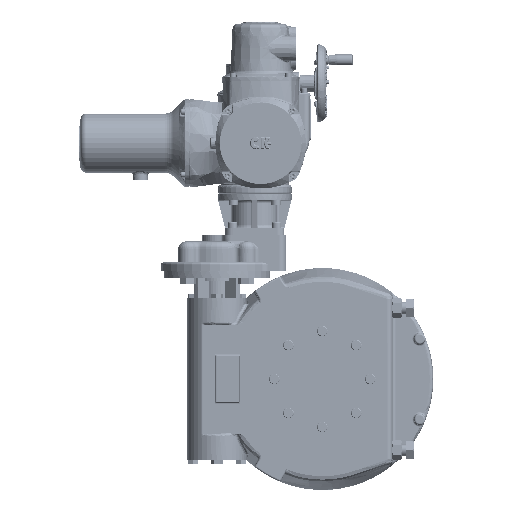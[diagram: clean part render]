
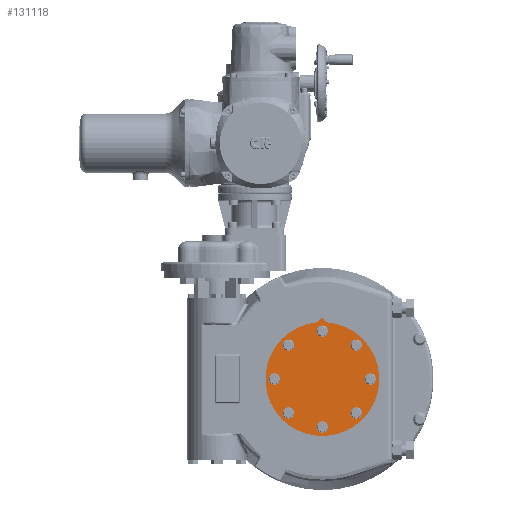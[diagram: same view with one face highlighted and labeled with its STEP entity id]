
A CAD part, left-side view. The second image highlights one B-rep face of the part: STEP entity #131118.
In plain terms, the highlighted planar face has unit normal (-1, 0, 0).
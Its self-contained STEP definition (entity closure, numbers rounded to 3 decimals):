
#9395=LINE('',#185586,#15056);
#9397=LINE('',#185589,#15058);
#15056=VECTOR('',#147848,1000.);
#15058=VECTOR('',#147852,1000.);
#24974=ORIENTED_EDGE('',*,*,#49673,.F.);
#24975=ORIENTED_EDGE('',*,*,#49674,.F.);
#24976=ORIENTED_EDGE('',*,*,#49675,.F.);
#24977=ORIENTED_EDGE('',*,*,#49676,.F.);
#24978=ORIENTED_EDGE('',*,*,#49677,.F.);
#24979=ORIENTED_EDGE('',*,*,#49678,.F.);
#24980=ORIENTED_EDGE('',*,*,#49679,.F.);
#24981=ORIENTED_EDGE('',*,*,#49680,.F.);
#24982=ORIENTED_EDGE('',*,*,#49666,.T.);
#24983=ORIENTED_EDGE('',*,*,#49670,.T.);
#24984=ORIENTED_EDGE('',*,*,#49672,.T.);
#49666=EDGE_CURVE('',#62355,#62354,#70240,.T.);
#49670=EDGE_CURVE('',#62354,#62357,#9395,.T.);
#49672=EDGE_CURVE('',#62357,#62355,#9397,.T.);
#49673=EDGE_CURVE('',#62358,#62358,#70241,.T.);
#49674=EDGE_CURVE('',#62359,#62359,#70242,.T.);
#49675=EDGE_CURVE('',#62360,#62360,#70243,.T.);
#49676=EDGE_CURVE('',#62361,#62361,#70244,.T.);
#49677=EDGE_CURVE('',#62362,#62362,#70245,.T.);
#49678=EDGE_CURVE('',#62363,#62363,#70246,.T.);
#49679=EDGE_CURVE('',#62364,#62364,#70247,.T.);
#49680=EDGE_CURVE('',#62365,#62365,#70248,.T.);
#62354=VERTEX_POINT('',#185577);
#62355=VERTEX_POINT('',#185579);
#62357=VERTEX_POINT('',#185585);
#62358=VERTEX_POINT('',#185592);
#62359=VERTEX_POINT('',#185594);
#62360=VERTEX_POINT('',#185596);
#62361=VERTEX_POINT('',#185598);
#62362=VERTEX_POINT('',#185600);
#62363=VERTEX_POINT('',#185602);
#62364=VERTEX_POINT('',#185604);
#62365=VERTEX_POINT('',#185606);
#70240=CIRCLE('',#137545,96.25);
#70241=CIRCLE('',#137549,9.5);
#70242=CIRCLE('',#137550,9.5);
#70243=CIRCLE('',#137551,9.5);
#70244=CIRCLE('',#137552,9.5);
#70245=CIRCLE('',#137553,9.5);
#70246=CIRCLE('',#137554,9.5);
#70247=CIRCLE('',#137555,9.5);
#70248=CIRCLE('',#137556,9.5);
#73991=EDGE_LOOP('',(#24974));
#73992=EDGE_LOOP('',(#24975));
#73993=EDGE_LOOP('',(#24976));
#73994=EDGE_LOOP('',(#24977));
#73995=EDGE_LOOP('',(#24978));
#73996=EDGE_LOOP('',(#24979));
#73997=EDGE_LOOP('',(#24980));
#73998=EDGE_LOOP('',(#24981));
#73999=EDGE_LOOP('',(#24982,#24983,#24984));
#80817=FACE_BOUND('',#73991,.T.);
#80818=FACE_BOUND('',#73992,.T.);
#80819=FACE_BOUND('',#73993,.T.);
#80820=FACE_BOUND('',#73994,.T.);
#80821=FACE_BOUND('',#73995,.T.);
#80822=FACE_BOUND('',#73996,.T.);
#80823=FACE_BOUND('',#73997,.T.);
#80824=FACE_BOUND('',#73998,.T.);
#80825=FACE_BOUND('',#73999,.T.);
#86819=PLANE('',#137548);
#131118=ADVANCED_FACE('',(#80817,#80818,#80819,#80820,#80821,#80822,#80823,
#80824,#80825),#86819,.T.);
#137545=AXIS2_PLACEMENT_3D('',#185578,#147841,#147842);
#137548=AXIS2_PLACEMENT_3D('',#185590,#147853,#147854);
#137549=AXIS2_PLACEMENT_3D('',#185591,#147855,#147856);
#137550=AXIS2_PLACEMENT_3D('',#185593,#147857,#147858);
#137551=AXIS2_PLACEMENT_3D('',#185595,#147859,#147860);
#137552=AXIS2_PLACEMENT_3D('',#185597,#147861,#147862);
#137553=AXIS2_PLACEMENT_3D('',#185599,#147863,#147864);
#137554=AXIS2_PLACEMENT_3D('',#185601,#147865,#147866);
#137555=AXIS2_PLACEMENT_3D('',#185603,#147867,#147868);
#137556=AXIS2_PLACEMENT_3D('',#185605,#147869,#147870);
#147841=DIRECTION('',(-1.,0.,0.));
#147842=DIRECTION('',(0.,0.,1.));
#147848=DIRECTION('',(0.,0.707,0.707));
#147852=DIRECTION('',(0.,0.707,-0.707));
#147853=DIRECTION('',(-1.,0.,0.));
#147854=DIRECTION('',(0.,0.,1.));
#147855=DIRECTION('',(-1.,0.,0.));
#147856=DIRECTION('',(0.,-1.,0.));
#147857=DIRECTION('',(-1.,0.,0.));
#147858=DIRECTION('',(0.,-1.,0.));
#147859=DIRECTION('',(-1.,0.,0.));
#147860=DIRECTION('',(0.,-1.,0.));
#147861=DIRECTION('',(-1.,0.,0.));
#147862=DIRECTION('',(0.,-1.,0.));
#147863=DIRECTION('',(-1.,0.,0.));
#147864=DIRECTION('',(0.,-1.,0.));
#147865=DIRECTION('',(-1.,0.,0.));
#147866=DIRECTION('',(0.,-1.,0.));
#147867=DIRECTION('',(-1.,0.,0.));
#147868=DIRECTION('',(0.,-1.,0.));
#147869=DIRECTION('',(-1.,0.,0.));
#147870=DIRECTION('',(0.,-1.,0.));
#185577=CARTESIAN_POINT('',(-54.15,-122.068,-302.483));
#185578=CARTESIAN_POINT('',(-54.15,-114.25,-398.415));
#185579=CARTESIAN_POINT('',(-54.15,-106.432,-302.483));
#185585=CARTESIAN_POINT('',(-54.15,-114.25,-294.665));
#185586=CARTESIAN_POINT('',(-54.15,-122.068,-302.483));
#185589=CARTESIAN_POINT('',(-54.15,-114.25,-294.665));
#185590=CARTESIAN_POINT('',(-54.15,-114.25,-398.415));
#185591=CARTESIAN_POINT('',(-54.15,-56.974,-341.139));
#185592=CARTESIAN_POINT('',(-54.15,-66.474,-341.139));
#185593=CARTESIAN_POINT('',(-54.15,-171.526,-341.139));
#185594=CARTESIAN_POINT('',(-54.15,-181.026,-341.139));
#185595=CARTESIAN_POINT('',(-54.15,-171.526,-455.691));
#185596=CARTESIAN_POINT('',(-54.15,-181.026,-455.691));
#185597=CARTESIAN_POINT('',(-54.15,-56.974,-455.691));
#185598=CARTESIAN_POINT('',(-54.15,-66.474,-455.691));
#185599=CARTESIAN_POINT('',(-54.15,-114.25,-479.415));
#185600=CARTESIAN_POINT('',(-54.15,-123.75,-479.415));
#185601=CARTESIAN_POINT('',(-54.15,-195.25,-398.415));
#185602=CARTESIAN_POINT('',(-54.15,-204.75,-398.415));
#185603=CARTESIAN_POINT('',(-54.15,-114.25,-317.415));
#185604=CARTESIAN_POINT('',(-54.15,-123.75,-317.415));
#185605=CARTESIAN_POINT('',(-54.15,-33.25,-398.415));
#185606=CARTESIAN_POINT('',(-54.15,-42.75,-398.415));
